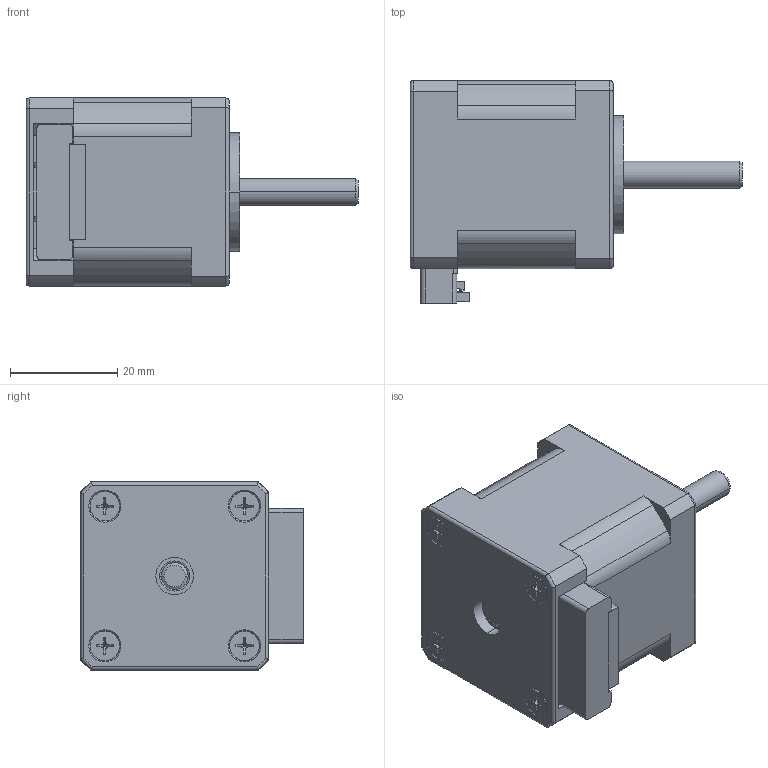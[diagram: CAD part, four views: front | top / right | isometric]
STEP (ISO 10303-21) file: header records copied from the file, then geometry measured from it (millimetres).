
FILE_DESCRIPTION((''),'2;1');
FILE_NAME('0000654406_SW0001','2021-03-18T16:58:59',('xujiajun'),(''),'CREO PARAMETRIC BY PTC INC, 2017110','CREO PARAMETRIC BY PTC INC, 2017110','');
FILE_SCHEMA(('CONFIG_CONTROL_DESIGN'));
Products named in the file (1): 0000654406_SW0001
Bounding box: 61.8 x 41.45 x 35 mm (x, y, z)
Volume: 21507.1 mm3; surface area: 21101.6 mm2
Topology: 2 solids, 2 shells, 1861 faces, 5260 edges, 3434 vertices
Faces by surface type: plane 1555, cylinder 236, torus 30, cone 20, sphere 16, bspline 4
Entity records: 60525 total; most frequent: CARTESIAN_POINT 11956, ORIENTED_EDGE 10488, DIRECTION 9574, EDGE_CURVE 5244, VECTOR 4248, LINE 4248, VERTEX_POINT 3434, AXIS2_PLACEMENT_3D 2663
